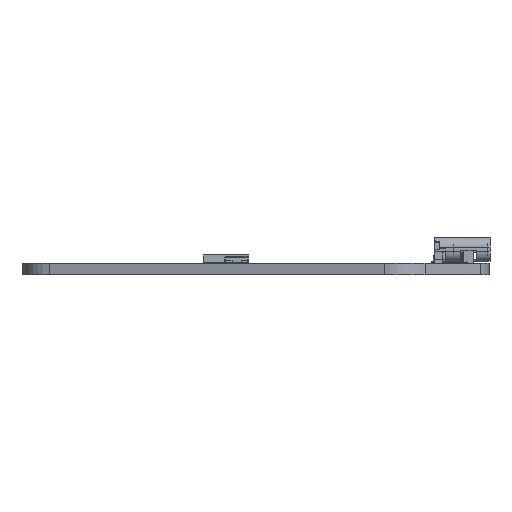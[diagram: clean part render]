
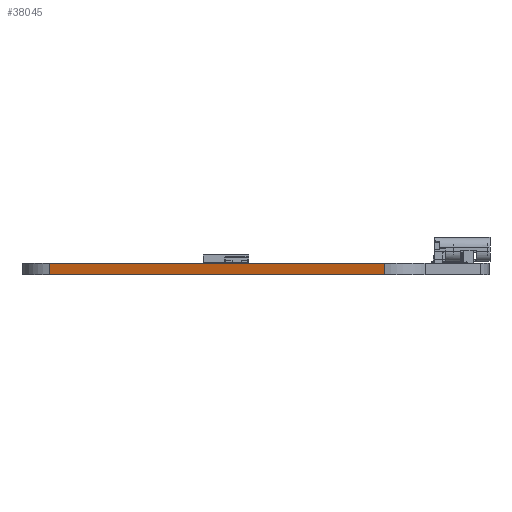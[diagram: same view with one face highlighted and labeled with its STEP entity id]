
A CAD part, left-side view. The second image highlights one B-rep face of the part: STEP entity #38045.
In plain terms, the highlighted planar face has unit normal (-0.954, 0.299, 0).
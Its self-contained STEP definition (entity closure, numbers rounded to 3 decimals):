
#36429 = VERTEX_POINT('',#36430);
#36430 = CARTESIAN_POINT('',(118.464,-64.284,0.));
#36436 = EDGE_CURVE('',#36437,#36429,#36439,.T.);
#36437 = VERTEX_POINT('',#36438);
#36438 = CARTESIAN_POINT('',(104.588,-108.576,0.));
#36439 = LINE('',#36440,#36441);
#36440 = CARTESIAN_POINT('',(104.588,-108.576,0.));
#36441 = VECTOR('',#36442,1.);
#36442 = DIRECTION('',(0.299,0.954,0.));
#37121 = VERTEX_POINT('',#37122);
#37122 = CARTESIAN_POINT('',(118.464,-64.284,1.51));
#37128 = EDGE_CURVE('',#37129,#37121,#37131,.T.);
#37129 = VERTEX_POINT('',#37130);
#37130 = CARTESIAN_POINT('',(104.588,-108.576,1.51));
#37131 = LINE('',#37132,#37133);
#37132 = CARTESIAN_POINT('',(104.588,-108.576,1.51));
#37133 = VECTOR('',#37134,1.);
#37134 = DIRECTION('',(0.299,0.954,0.));
#38015 = EDGE_CURVE('',#36429,#37121,#38016,.T.);
#38016 = LINE('',#38017,#38018);
#38017 = CARTESIAN_POINT('',(118.464,-64.284,0.));
#38018 = VECTOR('',#38019,1.);
#38019 = DIRECTION('',(0.,0.,1.));
#38045 = ADVANCED_FACE('',(#38046),#38057,.T.);
#38046 = FACE_BOUND('',#38047,.T.);
#38047 = EDGE_LOOP('',(#38048,#38054,#38055,#38056));
#38048 = ORIENTED_EDGE('',*,*,#38049,.T.);
#38049 = EDGE_CURVE('',#36437,#37129,#38050,.T.);
#38050 = LINE('',#38051,#38052);
#38051 = CARTESIAN_POINT('',(104.588,-108.576,0.));
#38052 = VECTOR('',#38053,1.);
#38053 = DIRECTION('',(0.,0.,1.));
#38054 = ORIENTED_EDGE('',*,*,#37128,.T.);
#38055 = ORIENTED_EDGE('',*,*,#38015,.F.);
#38056 = ORIENTED_EDGE('',*,*,#36436,.F.);
#38057 = PLANE('',#38058);
#38058 = AXIS2_PLACEMENT_3D('',#38059,#38060,#38061);
#38059 = CARTESIAN_POINT('',(104.588,-108.576,0.));
#38060 = DIRECTION('',(-0.954,0.299,0.));
#38061 = DIRECTION('',(0.299,0.954,0.));
